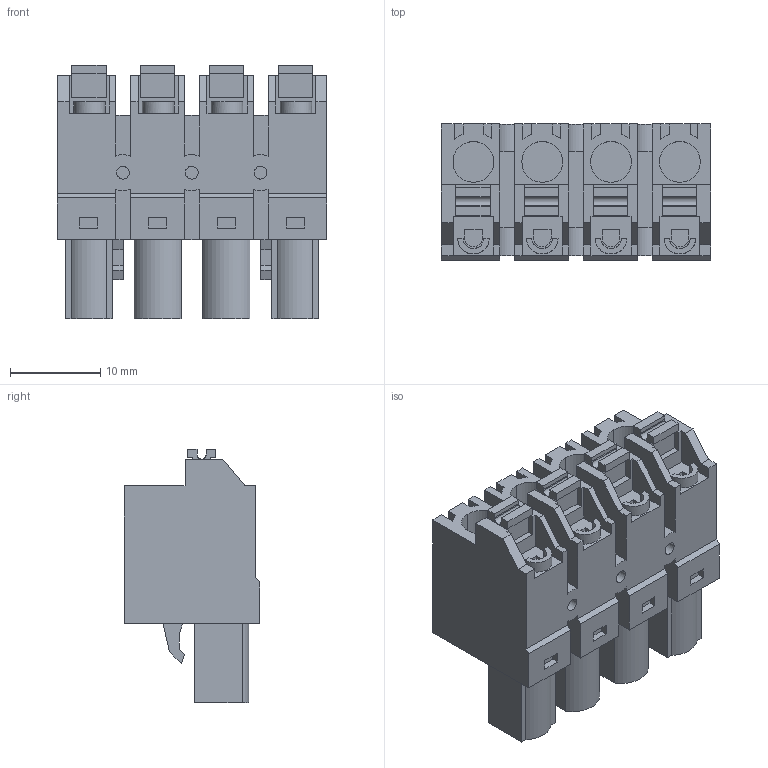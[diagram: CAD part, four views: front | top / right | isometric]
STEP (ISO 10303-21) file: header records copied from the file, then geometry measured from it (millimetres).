
FILE_DESCRIPTION(('CATIA V5 STEP Exchange','CAx-IF Rec.Pracs.--- Model Styling and Organization---1.2---2011-12-15'),'2;1');
FILE_NAME ('D1447615_0_1043810000_1043810000.stp','2017-04-08T12:36:43+00:00',('none'),('Weidmueller'),'CATIA Version 5-6 Release 2014','CATIA V5 STEP AP214','none');
FILE_SCHEMA(('AUTOMOTIVE_DESIGN { 1 0 10303 214 1 1 1 1 }'));
Length unit declared in the file: millimetre
Products named in the file (1): 1043810000
Bounding box: 29.8 x 15.05 x 28.07 mm (x, y, z)
Volume: 7040.9 mm3; surface area: 4807 mm2
Topology: 5 solids, 5 shells, 400 faces, 1122 edges, 768 vertices
Faces by surface type: plane 324, cylinder 73, extrusion 3
Entity records: 12638 total; most frequent: CARTESIAN_POINT 2695, ORIENTED_EDGE 2244, DIRECTION 1681, EDGE_CURVE 1122, VECTOR 925, LINE 922, VERTEX_POINT 768, AXIS2_PLACEMENT_3D 459
